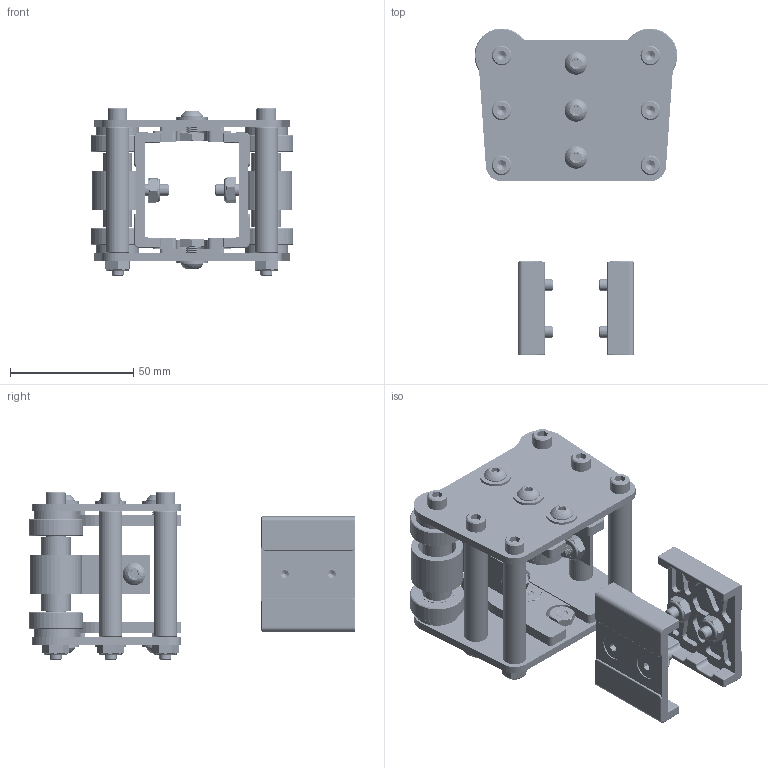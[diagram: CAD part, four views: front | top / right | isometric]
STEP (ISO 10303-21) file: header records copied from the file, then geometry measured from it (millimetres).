
FILE_DESCRIPTION (( 'STEP AP214' ), '1' );
FILE_NAME ('am-4662 2.0in to 1.5in Climber in a Box Bearing Assembly.STEP', '2021-12-07T00:04:20', ( '' ), ( '' ), 'SwSTEP 2.0', 'SolidWorks 2021', '' );
FILE_SCHEMA (( 'AUTOMOTIVE_DESIGN' ));
Length unit declared in the file: inch
Products named in the file (18): BHCS 10-32 x 0.375 patch am-1588_92360A244; SH8J30 Spring; FHCS 10-32x0.50_SCHCSCREW 0.19-32x0.75x0.75-HX-C; am-4662 1.5in Nylon Bearing Clamp Sub Assembly; 10-32x2500_shcs_HX-SHCS 0.19-32x1.375x1-C; 10 Washer am-1026; am-4629 Inside Slider Block; am-4631 1.5x1.5 Clamp Slider Block; am-1009 5-16 flat washer; am-xxxx 2.00t x .192id x.313od Aluminum Spacer; 90480A195_Low-Strength Steel Hex Nut_90480A195; 10-32 Nylock Jam Nut_90633A411; am-4662 2.0in to 1.5in Climber in a Box Bearing Assembly; .201ID x .375OD x 2.000 Aluminum Spacer; am-xxxx 30mmt x 8.3mm id x 12mmod 13ME091 Nylon Spacer; am-4645 Climber In A Box 2.0IN Bearing Plate; am-4456 8 mm ID 22 mm OD Shielded Bearing 608ZZ_57155K629
Assembly tree (72 placements, depth 3):
  am-4662 2.0in to 1.5in Climber in a Box Bearing Assembly
    am-4662 2.0in to 1.5in Climber in a Box Bearing Assembly
      am-4645 Climber In A Box 2.0IN Bearing Plate  x2
      am-4629 Inside Slider Block  x2
      am-1009 5-16 flat washer  x8
      am-4456 8 mm ID 22 mm OD Shielded Bearing 608ZZ_57155K629  x4
      .201ID x .375OD x 2.000 Aluminum Spacer  x4
      10 Washer am-1026  x6
      BHCS 10-32 x 0.375 patch am-1588_92360A244  x8
      90480A195_Low-Strength Steel Hex Nut_90480A195  x6
      SH8J30 Spring  x2
      am-xxxx 30mmt x 8.3mm id x 12mmod 13ME091 Nylon Spacer  x2
      am-xxxx 2.00t x .192id x.313od Aluminum Spacer  x2
      10-32 Nylock Jam Nut_90633A411  x8
      10-32x2500_shcs_HX-SHCS 0.19-32x1.375x1-C  x6
    am-4662 1.5in Nylon Bearing Clamp Sub Assembly
      am-4631 1.5x1.5 Clamp Slider Block  x2
      FHCS 10-32x0.50_SCHCSCREW 0.19-32x0.75x0.75-HX-C  x4
      10-32 Nylock Jam Nut_90633A411  x4
Bounding box: 82.19 x 132.44 x 68.33 mm (x, y, z)
Volume: 97745.5 mm3; surface area: 101345.3 mm2
Topology: 134 solids, 134 shells, 2788 faces, 6692 edges, 4206 vertices
Faces by surface type: plane 866, cylinder 816, cone 542, bspline 418, sphere 80, torus 66
Full cylindrical faces by diameter (mm): 4.091 x12, 4.178 x36, 4.826 x58, 4.877 x2, 4.978 x2, 5.105 x26, 5.156 x6, 6.08 x12, 6.35 x4, 7.937 x6, 7.938 x2, 8 x4, 8.3 x2, 8.763 x8, 9.169 x8, 9.525 x4, 10.213 x8, 12 x2, 12.649 x6, 13.681 x16, 15.494 x2, 16.319 x16, 17.526 x8, 22 x4
Entity records: 42719 total; most frequent: CARTESIAN_POINT 26535, DIRECTION 3132, ORIENTED_EDGE 3018, EDGE_CURVE 1509, AXIS2_PLACEMENT_3D 1245, VERTEX_POINT 1004, EDGE_LOOP 845, FACE_OUTER_BOUND 736
